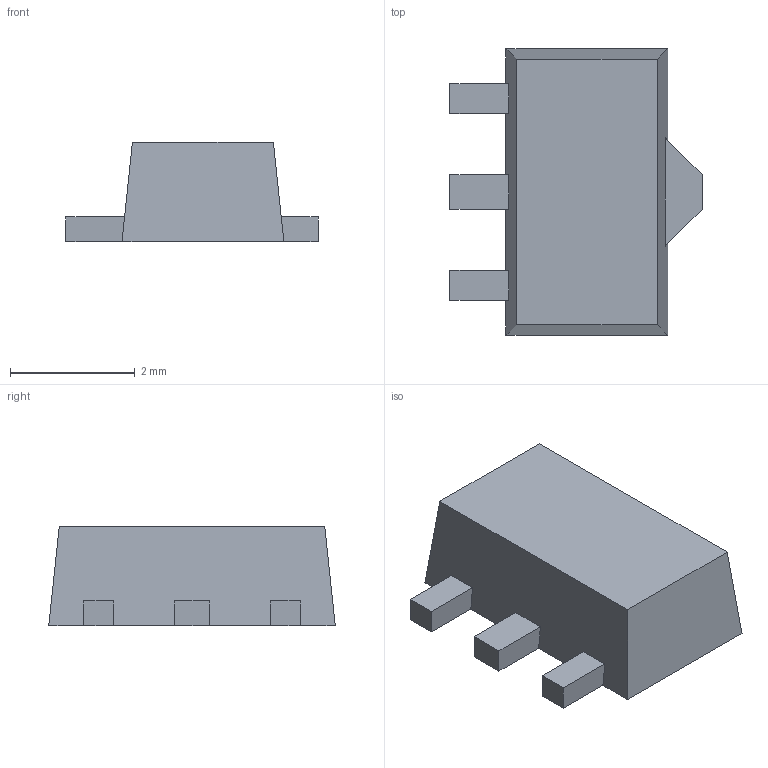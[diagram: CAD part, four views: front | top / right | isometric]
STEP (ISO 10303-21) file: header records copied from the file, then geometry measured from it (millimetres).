
FILE_DESCRIPTION(('Open CASCADE Model'),'2;1');
FILE_NAME('Open CASCADE Shape Model','2020-01-12T12:40:58',('Author'),( 'Open CASCADE'),'Open CASCADE STEP processor 6.8','Open CASCADE 6.8' ,'Unknown');
FILE_SCHEMA(('AUTOMOTIVE_DESIGN { 1 0 10303 214 1 1 1 1 }'));
Length unit declared in the file: millimetre
Products named in the file (9): PCB; Designator1; 6860849376; CenterLeader; Open_CASCADE_STEP_translator_6.8_11.1.1; top; bottom; Body; Open_CASCADE_STEP_translator_6.8_11.4.1
Assembly tree (7 placements, depth 4):
  PCB
  Designator1
    6860849376
      CenterLeader
        Open_CASCADE_STEP_translator_6.8_11.1.1
      top
      bottom
      Body
        Open_CASCADE_STEP_translator_6.8_11.4.1
Bounding box: 4.05 x 4.6 x 1.6 mm (x, y, z)
Volume: 18.1 mm3; surface area: 64.6 mm2
Topology: 4 solids, 4 shells, 51 faces, 123 edges, 80 vertices
Faces by surface type: plane 51
Entity records: 1631 total; most frequent: CARTESIAN_POINT 262, ORIENTED_EDGE 246, DIRECTION 241, EDGE_CURVE 123, LINE 123, VECTOR 123, VERTEX_POINT 80, AXIS2_PLACEMENT_3D 59
